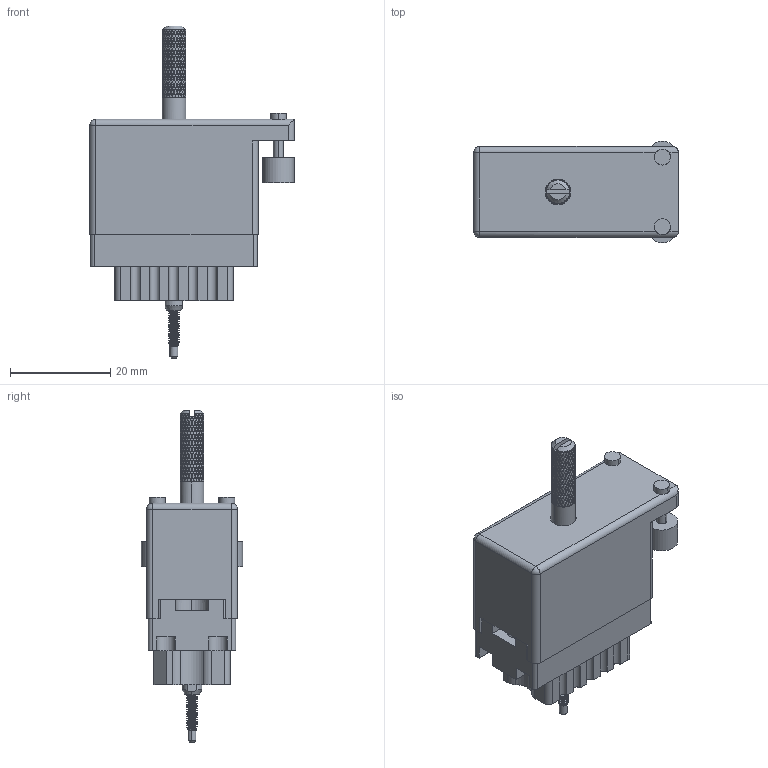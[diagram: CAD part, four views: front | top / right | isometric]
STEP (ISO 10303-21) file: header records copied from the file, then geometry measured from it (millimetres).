
FILE_DESCRIPTION (( 'STEP AP203' ), '1' );
FILE_NAME ('519-014-000-425.STEP', '2020-09-09T17:29:59', ( '' ), ( '' ), 'SwSTEP 2.0', 'SolidWorks 2020', '' );
FILE_SCHEMA (( 'CONFIG_CONTROL_DESIGN' ));
Products named in the file (9): 519-014-000-425; 516-230-001_Plastic - 020 Side Entry; 516-251-025-100; 516-252-022-102; 516-253-025-100; 516-250-021-102_519; Actuating Screw Assy 020; 516-250-020-111; 519 Receptacle Insulator_014
Assembly tree (8 placements, depth 3):
  519-014-000-425
    519 Receptacle Insulator_014
    Actuating Screw Assy 020
      516-251-025-100
      516-250-021-102_519
      516-250-020-111
      516-253-025-100
      516-252-022-102
    516-230-001_Plastic - 020 Side Entry
Bounding box: 40.87 x 20.24 x 66.29 mm (x, y, z)
Volume: 10707.8 mm3; surface area: 14311.9 mm2
Topology: 7 solids, 7 shells, 3217 faces, 7125 edges, 3932 vertices
Faces by surface type: bspline 2022, cylinder 743, plane 430, cone 20, sphere 2
Entity records: 176613 total; most frequent: CARTESIAN_POINT 128119, ORIENTED_EDGE 14246, EDGE_CURVE 7123, DIRECTION 4795, VERTEX_POINT 3932, EDGE_LOOP 3289, FACE_OUTER_BOUND 3217, ADVANCED_FACE 3217
